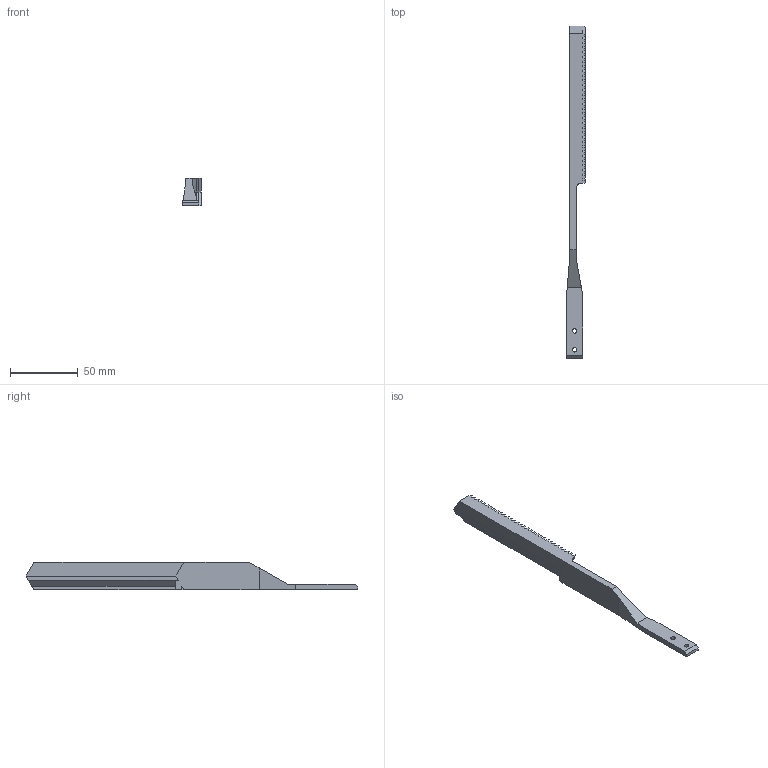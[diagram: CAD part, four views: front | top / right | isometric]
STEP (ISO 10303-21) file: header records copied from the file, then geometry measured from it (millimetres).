
FILE_DESCRIPTION(('FreeCAD Model'),'2;1');
FILE_NAME('rack.step', '2019-10-22T22:33:50',('Author'),(''), 'Open CASCADE STEP processor 7.3','FreeCAD','Unknown');
FILE_SCHEMA(('AUTOMOTIVE_DESIGN { 1 0 10303 214 1 1 1 1 }'));
Length unit declared in the file: millimetre
Products named in the file (1): Chamfer014
Bounding box: 13.96 x 245.07 x 20 mm (x, y, z)
Volume: 31445.4 mm3; surface area: 14124.1 mm2
Topology: 1 solids, 1 shells, 280 faces, 705 edges, 427 vertices
Faces by surface type: bspline 257, plane 19, cylinder 4
Full cylindrical faces by diameter (mm): 3.2 x2
Entity records: 16972 total; most frequent: CARTESIAN_POINT 3953, DIRECTION 1859, LINE 1795, VECTOR 1795, ORIENTED_EDGE 1410, PCURVE 1410, DEFINITIONAL_REPRESENTATION 1410, EDGE_CURVE 705
